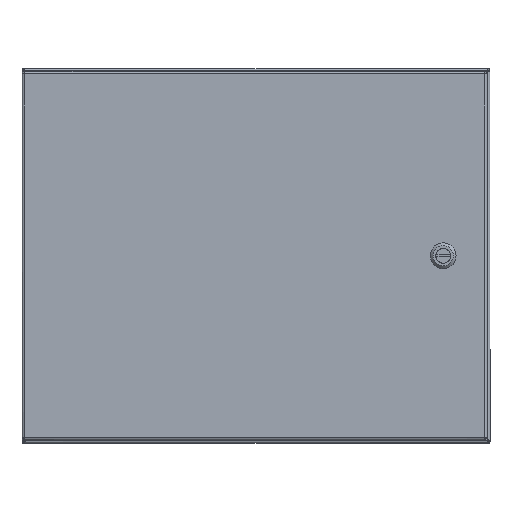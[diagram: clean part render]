
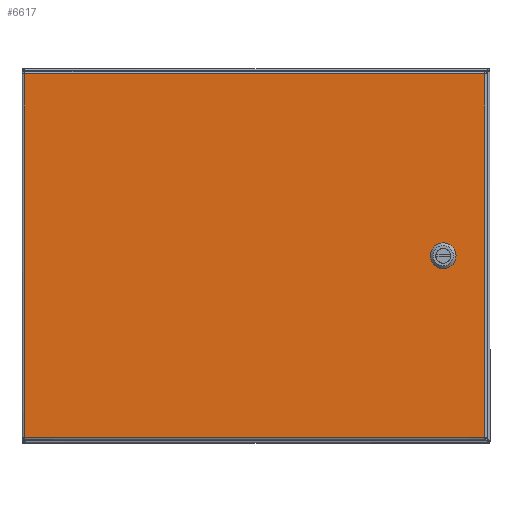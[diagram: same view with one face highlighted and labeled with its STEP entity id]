
A CAD part, top view. The second image highlights one B-rep face of the part: STEP entity #6617.
In plain terms, the highlighted face is planar.
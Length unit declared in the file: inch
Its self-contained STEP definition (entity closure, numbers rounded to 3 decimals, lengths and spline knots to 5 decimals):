
#4940=CARTESIAN_POINT('',(2.08762,8.275,0.0));
#4941=VERTEX_POINT('',#4940);
#4948=CARTESIAN_POINT('',(2.275,8.08762,0.0));
#4949=VERTEX_POINT('',#4948);
#4950=CARTESIAN_POINT('',(1.875,7.875,0.0));
#4951=DIRECTION('',(0.0,0.0,1.0));
#4952=DIRECTION('',(-0.469,-0.883,0.0));
#4953=AXIS2_PLACEMENT_3D('',#4950,#4951,#4952);
#4954=CIRCLE('',#4953,0.453);
#4955=EDGE_CURVE('',#4949,#4941,#4954,.T.);
#4980=CARTESIAN_POINT('',(2.275,7.66238,0.0));
#4981=VERTEX_POINT('',#4980);
#4982=CARTESIAN_POINT('',(2.275,7.66238,0.0));
#4983=DIRECTION('',(0.0,1.0,0.0));
#4984=VECTOR('',#4983,0.42525);
#4985=LINE('',#4982,#4984);
#4986=EDGE_CURVE('',#4981,#4949,#4985,.T.);
#5012=CARTESIAN_POINT('',(2.08762,7.475,0.0));
#5013=VERTEX_POINT('',#5012);
#5014=CARTESIAN_POINT('',(1.875,7.875,0.0));
#5015=DIRECTION('',(0.0,0.0,1.0));
#5016=DIRECTION('',(-0.883,0.469,0.0));
#5017=AXIS2_PLACEMENT_3D('',#5014,#5015,#5016);
#5018=CIRCLE('',#5017,0.453);
#5019=EDGE_CURVE('',#5013,#4981,#5018,.T.);
#5044=CARTESIAN_POINT('',(1.66238,7.475,0.0));
#5045=VERTEX_POINT('',#5044);
#5046=CARTESIAN_POINT('',(1.66238,7.475,0.0));
#5047=DIRECTION('',(1.0,0.0,0.0));
#5048=VECTOR('',#5047,0.42525);
#5049=LINE('',#5046,#5048);
#5050=EDGE_CURVE('',#5045,#5013,#5049,.T.);
#5076=CARTESIAN_POINT('',(1.475,7.66238,0.0));
#5077=VERTEX_POINT('',#5076);
#5078=CARTESIAN_POINT('',(1.875,7.875,0.0));
#5079=DIRECTION('',(0.0,0.0,1.0));
#5080=DIRECTION('',(0.469,0.883,0.0));
#5081=AXIS2_PLACEMENT_3D('',#5078,#5079,#5080);
#5082=CIRCLE('',#5081,0.453);
#5083=EDGE_CURVE('',#5077,#5045,#5082,.T.);
#5108=CARTESIAN_POINT('',(1.475,8.08762,0.0));
#5109=VERTEX_POINT('',#5108);
#5110=CARTESIAN_POINT('',(1.475,8.08762,0.0));
#5111=DIRECTION('',(0.0,-1.0,0.0));
#5112=VECTOR('',#5111,0.42525);
#5113=LINE('',#5110,#5112);
#5114=EDGE_CURVE('',#5109,#5077,#5113,.T.);
#5140=CARTESIAN_POINT('',(1.66238,8.275,0.0));
#5141=VERTEX_POINT('',#5140);
#5142=CARTESIAN_POINT('',(1.875,7.875,0.0));
#5143=DIRECTION('',(0.0,0.0,1.0));
#5144=DIRECTION('',(0.883,-0.469,0.0));
#5145=AXIS2_PLACEMENT_3D('',#5142,#5143,#5144);
#5146=CIRCLE('',#5145,0.453);
#5147=EDGE_CURVE('',#5141,#5109,#5146,.T.);
#5170=CARTESIAN_POINT('',(2.08762,8.275,0.0));
#5171=DIRECTION('',(-1.0,0.0,0.0));
#5172=VECTOR('',#5171,0.42525);
#5173=LINE('',#5170,#5172);
#5174=EDGE_CURVE('',#4941,#5141,#5173,.T.);
#5625=CARTESIAN_POINT('',(19.76975,0.10525,0.));
#5626=VERTEX_POINT('',#5625);
#5637=CARTESIAN_POINT('',(19.76975,15.64475,0.));
#5638=VERTEX_POINT('',#5637);
#5639=CARTESIAN_POINT('',(19.76975,15.64475,0.0));
#5640=DIRECTION('',(0.0,-1.0,0.0));
#5641=VECTOR('',#5640,15.5395);
#5642=LINE('',#5639,#5641);
#5643=EDGE_CURVE('',#5638,#5626,#5642,.T.);
#5795=CARTESIAN_POINT('',(0.10525,0.10525,0.));
#5796=VERTEX_POINT('',#5795);
#5807=CARTESIAN_POINT('',(19.76975,0.10525,0.0));
#5808=DIRECTION('',(-1.0,0.0,0.0));
#5809=VECTOR('',#5808,19.6645);
#5810=LINE('',#5807,#5809);
#5811=EDGE_CURVE('',#5626,#5796,#5810,.T.);
#6072=CARTESIAN_POINT('',(0.10525,15.64475,0.));
#6073=VERTEX_POINT('',#6072);
#6084=CARTESIAN_POINT('',(0.10525,0.10525,0.0));
#6085=DIRECTION('',(0.0,1.0,0.0));
#6086=VECTOR('',#6085,15.5395);
#6087=LINE('',#6084,#6086);
#6088=EDGE_CURVE('',#5796,#6073,#6087,.T.);
#6353=CARTESIAN_POINT('',(0.10525,15.64475,0.0));
#6354=DIRECTION('',(1.0,0.0,0.0));
#6355=VECTOR('',#6354,19.6645);
#6356=LINE('',#6353,#6355);
#6357=EDGE_CURVE('',#6073,#5638,#6356,.T.);
#6596=CARTESIAN_POINT('',(9.9375,7.875,0.0));
#6597=DIRECTION('',(0.0,0.0,1.0));
#6598=DIRECTION('',(1.0,0.0,0.0));
#6599=AXIS2_PLACEMENT_3D('',#6596,#6597,#6598);
#6600=PLANE('',#6599);
#6601=ORIENTED_EDGE('',*,*,#5643,.T.);
#6602=ORIENTED_EDGE('',*,*,#5811,.T.);
#6603=ORIENTED_EDGE('',*,*,#6088,.T.);
#6604=ORIENTED_EDGE('',*,*,#6357,.T.);
#6605=EDGE_LOOP('',(#6601,#6602,#6603,#6604));
#6606=FACE_OUTER_BOUND('',#6605,.T.);
#6607=ORIENTED_EDGE('',*,*,#4955,.T.);
#6608=ORIENTED_EDGE('',*,*,#5174,.T.);
#6609=ORIENTED_EDGE('',*,*,#5147,.T.);
#6610=ORIENTED_EDGE('',*,*,#5114,.T.);
#6611=ORIENTED_EDGE('',*,*,#5083,.T.);
#6612=ORIENTED_EDGE('',*,*,#5050,.T.);
#6613=ORIENTED_EDGE('',*,*,#5019,.T.);
#6614=ORIENTED_EDGE('',*,*,#4986,.T.);
#6615=EDGE_LOOP('',(#6607,#6608,#6609,#6610,#6611,#6612,#6613,#6614));
#6616=FACE_BOUND('',#6615,.T.);
#6617=ADVANCED_FACE('',(#6606,#6616),#6600,.F.);
